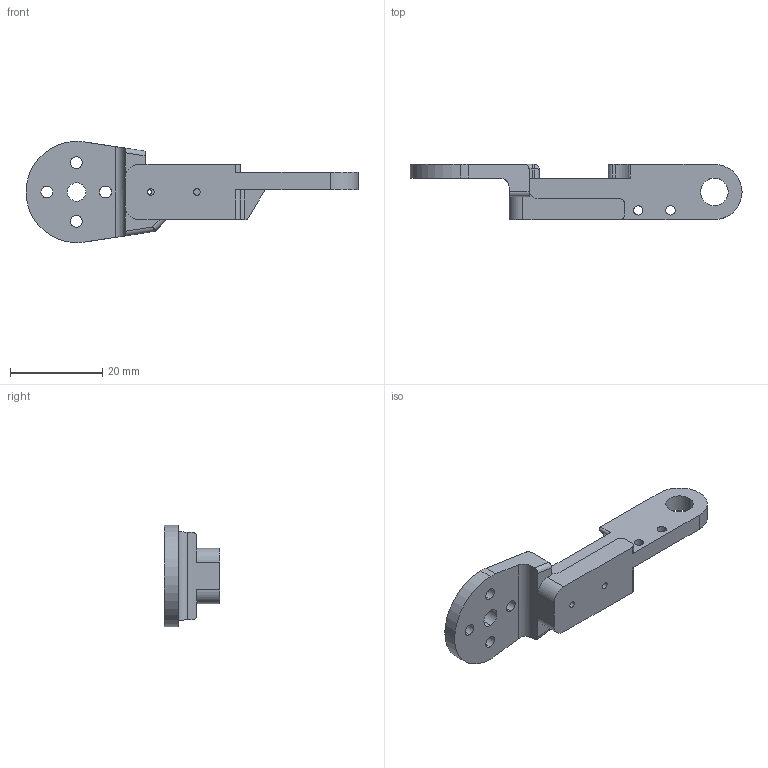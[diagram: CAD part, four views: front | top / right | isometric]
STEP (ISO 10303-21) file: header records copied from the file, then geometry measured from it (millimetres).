
FILE_DESCRIPTION (( 'STEP AP214' ), '1' );
FILE_NAME ('SLS_leg_upper_M.STEP', '2023-11-05T20:27:15', ( '' ), ( '' ), 'SwSTEP 2.0', 'SolidWorks 2023', '' );
FILE_SCHEMA (( 'AUTOMOTIVE_DESIGN' ));
Length unit declared in the file: millimetre
Products named in the file (1): SLS_leg_upper_M
Bounding box: 71.99 x 12 x 21.97 mm (x, y, z)
Volume: 5059.5 mm3; surface area: 3461.3 mm2
Topology: 1 solids, 1 shells, 83 faces, 228 edges, 146 vertices
Faces by surface type: cylinder 50, plane 29, sphere 3, torus 1
Entity records: 2703 total; most frequent: CARTESIAN_POINT 484, DIRECTION 482, ORIENTED_EDGE 450, EDGE_CURVE 225, AXIS2_PLACEMENT_3D 182, VERTEX_POINT 146, VECTOR 118, LINE 118
